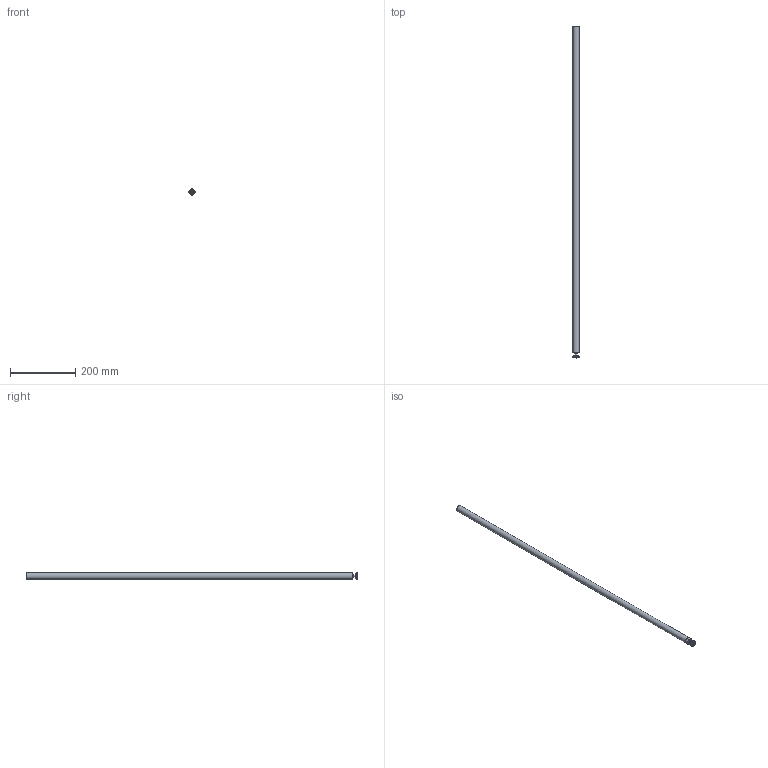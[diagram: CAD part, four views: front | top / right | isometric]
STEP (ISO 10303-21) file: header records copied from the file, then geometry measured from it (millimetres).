
FILE_DESCRIPTION(/* description */ ('Unknown'),/* implementation_level */ '2;1');
FILE_NAME(/* name */ '8500-T1GH-1000 - Stabistange mit Glashalter',/* time_stamp */ '2017-06-12T12:01:59+02:00',/* author */ ('Unknown'),/* organization */ ('Unknown'),/* preprocessor_version */ 'ST-DEVELOPER v16.7',/* originating_system */ 'DEX',/* authorisation */ $);
FILE_SCHEMA (('AUTOMOTIVE_DESIGN {1 0 10303 214 3 1 1}'));
Length unit declared in the file: millimetre
Products named in the file (7): 8500-T1GH-1000 - Stabistange mit Glashalter; 8500E-R_900_Glasbohrung; G01_8500E-19-M6; Rosette; Dichtscheibe 18xx1x6; Kunststoffhuelse 12x6x6; Senkschraube ISO 10642 A2 M6x40
Assembly tree (7 placements, depth 3):
  8500-T1GH-1000 - Stabistange mit Glashalter
    8500E-R_900_Glasbohrung
    G01_8500E-19-M6
      Rosette
      Dichtscheibe 18xx1x6  x2
      Kunststoffhuelse 12x6x6
      Senkschraube ISO 10642 A2 M6x40
Bounding box: 19 x 1017 x 19 mm (x, y, z)
Volume: 61965.2 mm3; surface area: 116546.1 mm2
Topology: 6 solids, 6 shells, 37 faces, 66 edges, 43 vertices
Faces by surface type: plane 20, cylinder 13, cone 4
Full cylindrical faces by diameter (mm): 4.917 x1, 6 x5, 8 x1, 11.3 x1, 17 x1, 18 x2, 19 x2
Entity records: 1046 total; most frequent: DIRECTION 150, CARTESIAN_POINT 121, ORIENTED_EDGE 86, AXIS2_PLACEMENT_3D 66, EDGE_LOOP 58, FACE_BOUND 58, EDGE_CURVE 43, VERTEX_POINT 37
